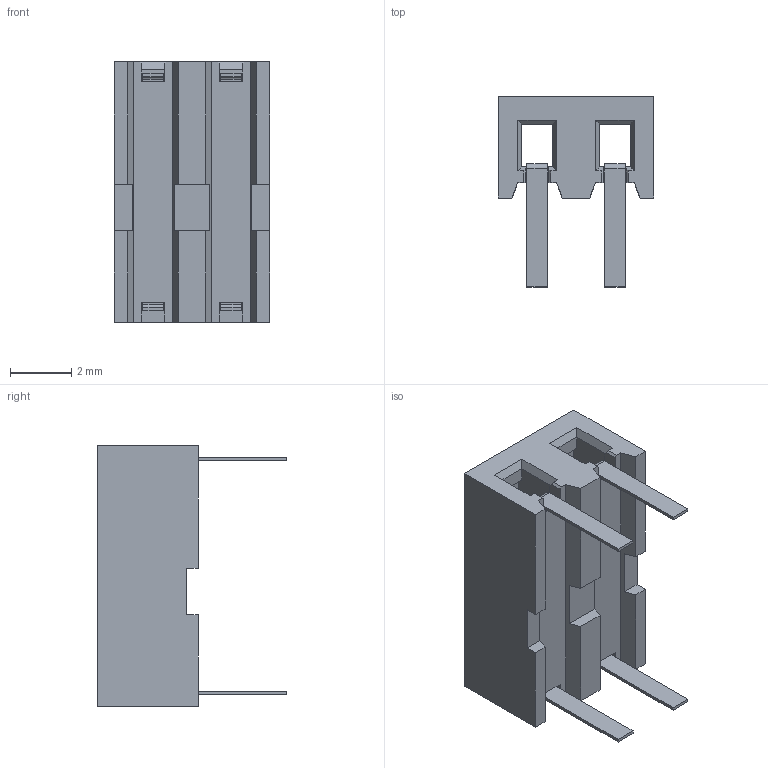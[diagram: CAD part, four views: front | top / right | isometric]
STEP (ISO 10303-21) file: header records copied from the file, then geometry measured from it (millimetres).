
FILE_DESCRIPTION((''),'2;1');
FILE_NAME('901481102','2009-10-22T',('pnb'),(''),'PRO/ENGINEER BY PARAMETRIC TECHNOLOGY CORPORATION, 2003451','PRO/ENGINEER BY PARAMETRIC TECHNOLOGY CORPORATION, 2003451','');
FILE_SCHEMA(('CONFIG_CONTROL_DESIGN'));
Length unit declared in the file: millimetre
Products named in the file (1): 901481102
Bounding box: 5.08 x 6.2 x 8.51 mm (x, y, z)
Volume: 98.8 mm3; surface area: 297.8 mm2
Topology: 5 solids, 5 shells, 108 faces, 309 edges, 210 vertices
Faces by surface type: plane 100, cylinder 8
Entity records: 3496 total; most frequent: CARTESIAN_POINT 614, ORIENTED_EDGE 596, DIRECTION 551, EDGE_CURVE 298, VECTOR 285, LINE 285, VERTEX_POINT 196, AXIS2_PLACEMENT_3D 133
